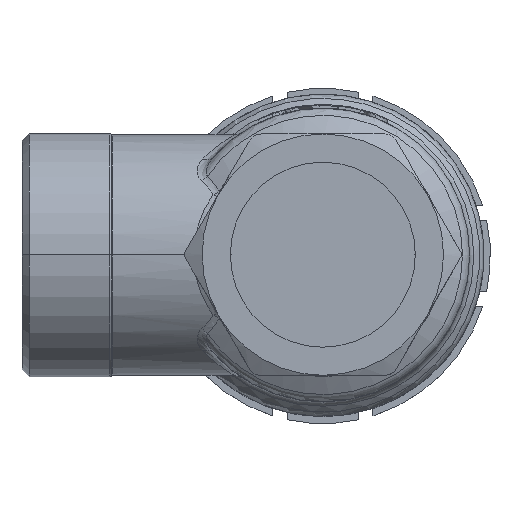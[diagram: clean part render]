
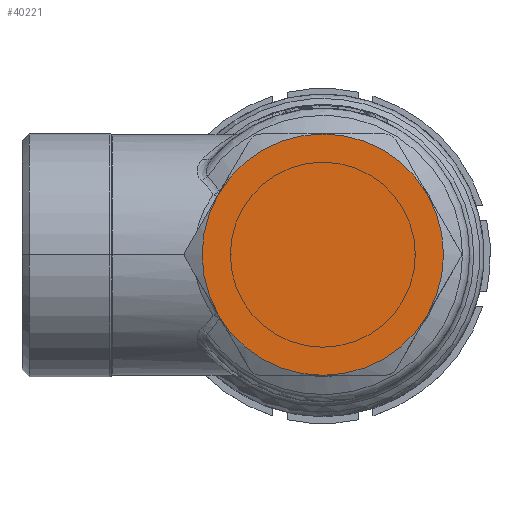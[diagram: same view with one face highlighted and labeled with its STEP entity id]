
A CAD part, top view. The second image highlights one B-rep face of the part: STEP entity #40221.
In plain terms, the highlighted planar face has unit normal (0, 0, 1).
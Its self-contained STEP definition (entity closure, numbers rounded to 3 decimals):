
#13392=CARTESIAN_POINT('',(-14.593,-8.425,37.));
#13444=CARTESIAN_POINT('',(0.,-16.85,37.));
#13496=CARTESIAN_POINT('',(14.593,-8.425,37.));
#13546=CARTESIAN_POINT('',(0.,0.,37.));
#13547=DIRECTION('',(0.,0.,1.));
#13548=DIRECTION('',(0.866,-0.5,0.));
#13549=AXIS2_PLACEMENT_3D('',#13546,#13547,#13548);
#13562=CARTESIAN_POINT('',(14.593,8.425,37.));
#13610=CARTESIAN_POINT('',(0.,16.85,37.));
#13658=CARTESIAN_POINT('',(-14.593,8.425,37.));
#13708=CARTESIAN_POINT('',(0.,0.,37.));
#13709=DIRECTION('',(0.,0.,1.));
#13710=DIRECTION('',(-0.866,0.5,0.));
#13711=AXIS2_PLACEMENT_3D('',#13708,#13709,#13710);
#14043=CARTESIAN_POINT('',(0.,0.,37.));
#14044=DIRECTION('',(0.,0.,-1.));
#14045=DIRECTION('',(0.866,-0.5,0.));
#14046=AXIS2_PLACEMENT_3D('',#14043,#14044,#14045);
#14048=CARTESIAN_POINT('',(0.,0.,37.));
#14049=DIRECTION('',(0.,0.,-1.));
#14050=DIRECTION('',(0.,-1.,0.));
#14051=AXIS2_PLACEMENT_3D('',#14048,#14049,#14050);
#14053=CARTESIAN_POINT('',(0.,0.,37.));
#14054=DIRECTION('',(0.,0.,1.));
#14055=DIRECTION('',(0.,1.,0.));
#14056=AXIS2_PLACEMENT_3D('',#14053,#14054,#14055);
#14058=CARTESIAN_POINT('',(0.,0.,37.));
#14059=DIRECTION('',(0.,0.,1.));
#14060=DIRECTION('',(0.866,0.5,0.));
#14061=AXIS2_PLACEMENT_3D('',#14058,#14059,#14060);
#15551=VERTEX_POINT('',#13496);
#15554=VERTEX_POINT('',#13444);
#15557=VERTEX_POINT('',#13392);
#15560=VERTEX_POINT('',#13658);
#15563=VERTEX_POINT('',#13610);
#15566=VERTEX_POINT('',#13562);
#40208=CARTESIAN_POINT('',(0.,0.,37.));
#40209=DIRECTION('',(0.,0.,-1.));
#40210=DIRECTION('',(1.,0.,0.));
#40211=AXIS2_PLACEMENT_3D('',#40208,#40209,#40210);
#40212=PLANE('',#40211);
#40213=ORIENTED_EDGE('',*,*,#38545,.F.);
#40214=ORIENTED_EDGE('',*,*,#38511,.T.);
#40215=ORIENTED_EDGE('',*,*,#38473,.T.);
#40216=ORIENTED_EDGE('',*,*,#38666,.F.);
#40217=ORIENTED_EDGE('',*,*,#38632,.F.);
#40218=ORIENTED_EDGE('',*,*,#38596,.F.);
#40219=EDGE_LOOP('',(#40213,#40214,#40215,#40216,#40217,#40218));
#40220=FACE_OUTER_BOUND('',#40219,.F.);
#13550=CIRCLE('',#13549,16.85);
#13712=CIRCLE('',#13711,16.85);
#14047=CIRCLE('',#14046,16.85);
#14052=CIRCLE('',#14051,16.85);
#14057=CIRCLE('',#14056,16.85);
#14062=CIRCLE('',#14061,16.85);
#38473=EDGE_CURVE('',#15554,#15557,#14052,.T.);
#38511=EDGE_CURVE('',#15551,#15554,#14047,.T.);
#38545=EDGE_CURVE('',#15551,#15566,#13550,.T.);
#38596=EDGE_CURVE('',#15566,#15563,#14062,.T.);
#38632=EDGE_CURVE('',#15563,#15560,#14057,.T.);
#38666=EDGE_CURVE('',#15560,#15557,#13712,.T.);
#40221=ADVANCED_FACE('',(#40220),#40212,.F.);
